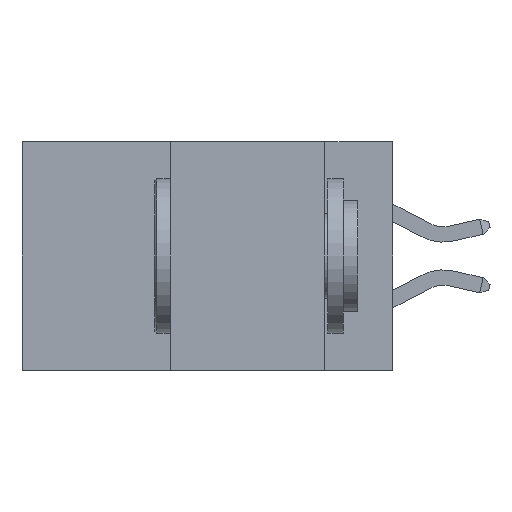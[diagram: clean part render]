
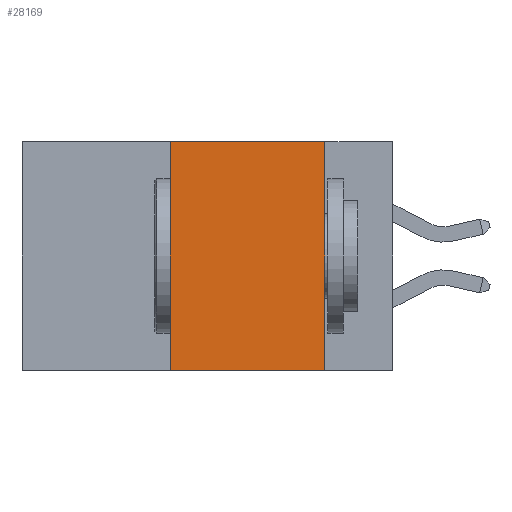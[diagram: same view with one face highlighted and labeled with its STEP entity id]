
A CAD part, left-side view. The second image highlights one B-rep face of the part: STEP entity #28169.
In plain terms, the highlighted planar face has unit normal (-1, 0, 0).
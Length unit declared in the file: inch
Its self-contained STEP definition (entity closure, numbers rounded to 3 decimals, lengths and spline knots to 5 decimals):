
#592 = LINE ( 'NONE', #16702, #16365 ) ;
#620 = DIRECTION ( 'NONE',  ( 0., -1., 0. ) ) ;
#777 = CARTESIAN_POINT ( 'NONE',  ( 0., 0.11, -0.37 ) ) ;
#875 = VECTOR ( 'NONE', #9217, 39.37008 ) ;
#4117 = EDGE_LOOP ( 'NONE', ( #36104, #37982, #14826, #32792 ) ) ;
#9217 = DIRECTION ( 'NONE',  ( 0., 0., -1. ) ) ;
#12643 = VERTEX_POINT ( 'NONE', #777 ) ;
#13040 = EDGE_CURVE ( 'NONE', #22929, #25268, #24648, .T. ) ;
#13801 = EDGE_CURVE ( 'NONE', #22929, #12643, #22772, .T. ) ;
#14356 = CARTESIAN_POINT ( 'NONE',  ( 0., 0.6, 0. ) ) ;
#14826 = ORIENTED_EDGE ( 'NONE', *, *, #13040, .F. ) ;
#15546 = DIRECTION ( 'NONE',  ( 0., 0., 1. ) ) ;
#15839 = CARTESIAN_POINT ( 'NONE',  ( 0., 0.36, 0. ) ) ;
#16365 = VECTOR ( 'NONE', #19762, 39.37008 ) ;
#16395 = EDGE_CURVE ( 'NONE', #25268, #24772, #592, .T. ) ;
#16702 = CARTESIAN_POINT ( 'NONE',  ( 0., 0.6, 0. ) ) ;
#17384 = DIRECTION ( 'NONE',  ( 0., 0., -1. ) ) ;
#17560 = VECTOR ( 'NONE', #15546, 39.37008 ) ;
#18086 = AXIS2_PLACEMENT_3D ( 'NONE', #14356, #35491, #17384 ) ;
#19248 = FACE_OUTER_BOUND ( 'NONE', #4117, .T. ) ;
#19762 = DIRECTION ( 'NONE',  ( 0., -1., 0. ) ) ;
#22772 = LINE ( 'NONE', #31412, #29831 ) ;
#22929 = VERTEX_POINT ( 'NONE', #28644 ) ;
#24648 = LINE ( 'NONE', #36713, #17560 ) ;
#24772 = VERTEX_POINT ( 'NONE', #37673 ) ;
#25175 = EDGE_CURVE ( 'NONE', #24772, #12643, #32737, .T. ) ;
#25268 = VERTEX_POINT ( 'NONE', #15839 ) ;
#28169 = ADVANCED_FACE ( 'NONE', ( #19248 ), #32462, .F. ) ;
#28644 = CARTESIAN_POINT ( 'NONE',  ( 0., 0.36, -0.37 ) ) ;
#29831 = VECTOR ( 'NONE', #620, 39.37008 ) ;
#30498 = CARTESIAN_POINT ( 'NONE',  ( 0., 0.11, 0. ) ) ;
#31412 = CARTESIAN_POINT ( 'NONE',  ( 0., 0.6, -0.37 ) ) ;
#32462 = PLANE ( 'NONE',  #18086 ) ;
#32737 = LINE ( 'NONE', #30498, #875 ) ;
#32792 = ORIENTED_EDGE ( 'NONE', *, *, #13801, .T. ) ;
#35491 = DIRECTION ( 'NONE',  ( 1., 0., 0. ) ) ;
#36104 = ORIENTED_EDGE ( 'NONE', *, *, #25175, .F. ) ;
#36713 = CARTESIAN_POINT ( 'NONE',  ( 0., 0.36, 0. ) ) ;
#37673 = CARTESIAN_POINT ( 'NONE',  ( 0., 0.11, 0. ) ) ;
#37982 = ORIENTED_EDGE ( 'NONE', *, *, #16395, .F. ) ;
